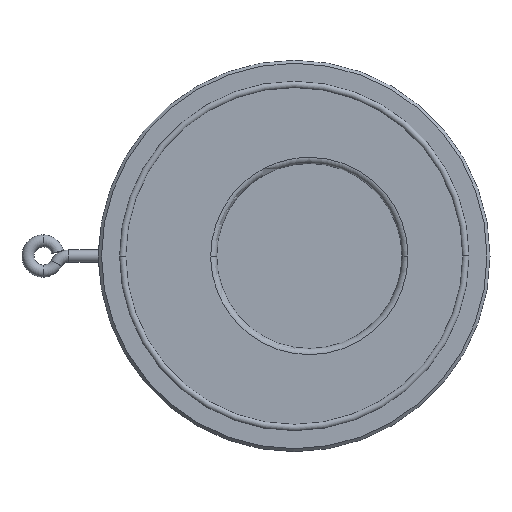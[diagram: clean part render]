
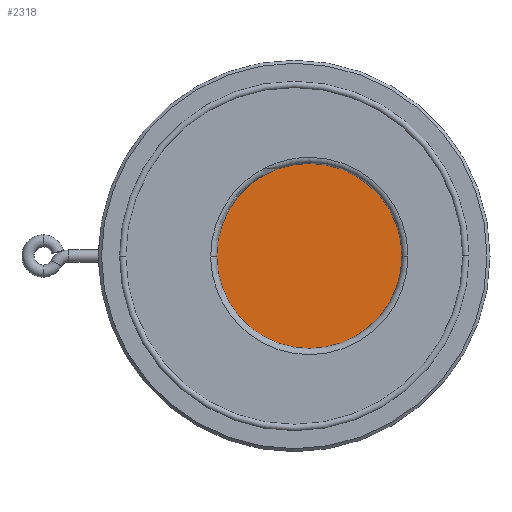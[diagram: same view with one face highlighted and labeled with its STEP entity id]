
A CAD part, left-side view. The second image highlights one B-rep face of the part: STEP entity #2318.
In plain terms, the highlighted planar face has unit normal (-1, 0, 0).
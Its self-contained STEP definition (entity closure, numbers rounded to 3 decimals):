
#249 = FACE_OUTER_BOUND ( 'NONE', #1577, .T. ) ;
#462 = CIRCLE ( 'NONE', #1979, 46.888 ) ;
#470 = CIRCLE ( 'NONE', #1986, 46.888 ) ;
#1066 = CARTESIAN_POINT ( 'NONE',  ( 0.43, 39.388, 0. ) ) ;
#1135 = CARTESIAN_POINT ( 'NONE',  ( 0.43, -54.388, 0. ) ) ;
#1276 = AXIS2_PLACEMENT_3D ( 'NONE', #2380, #2390, #2391 ) ;
#1408 = DIRECTION ( 'NONE',  ( 0., 1., 0. ) ) ;
#1409 = DIRECTION ( 'NONE',  ( 1., 0., 0. ) ) ;
#1410 = CARTESIAN_POINT ( 'NONE',  ( 0.43, -7.5, 0. ) ) ;
#1420 = DIRECTION ( 'NONE',  ( 0., 1., 0. ) ) ;
#1421 = DIRECTION ( 'NONE',  ( 1., 0., 0. ) ) ;
#1422 = CARTESIAN_POINT ( 'NONE',  ( 0.43, -7.5, 0. ) ) ;
#1577 = EDGE_LOOP ( 'NONE', ( #1711, #1712 ) ) ;
#1649 = VERTEX_POINT ( 'NONE', #1135 ) ;
#1711 = ORIENTED_EDGE ( 'NONE', *, *, #2013, .F. ) ;
#1712 = ORIENTED_EDGE ( 'NONE', *, *, #2017, .F. ) ;
#1729 = VERTEX_POINT ( 'NONE', #1066 ) ;
#1979 = AXIS2_PLACEMENT_3D ( 'NONE', #1410, #1409, #1408 ) ;
#1986 = AXIS2_PLACEMENT_3D ( 'NONE', #1422, #1421, #1420 ) ;
#2013 = EDGE_CURVE ( 'NONE', #1729, #1649, #470, .T. ) ;
#2017 = EDGE_CURVE ( 'NONE', #1649, #1729, #462, .T. ) ;
#2318 = ADVANCED_FACE ( 'NONE', ( #249 ), #2386, .T. ) ;
#2380 = CARTESIAN_POINT ( 'NONE',  ( 0.43, 19.75, 0. ) ) ;
#2386 = PLANE ( 'NONE',  #1276 ) ;
#2390 = DIRECTION ( 'NONE',  ( -1., 0., 0. ) ) ;
#2391 = DIRECTION ( 'NONE',  ( 0., 0., 1. ) ) ;
